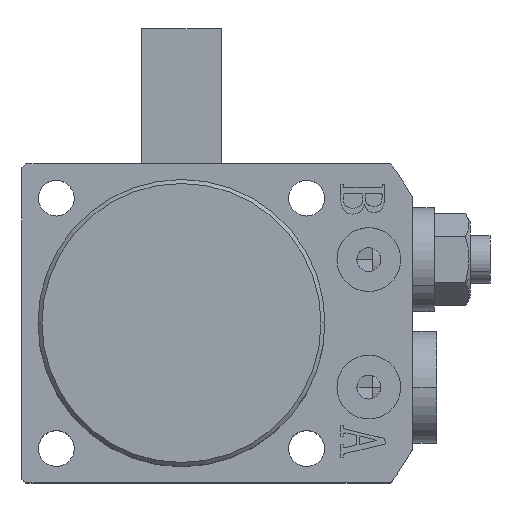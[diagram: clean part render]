
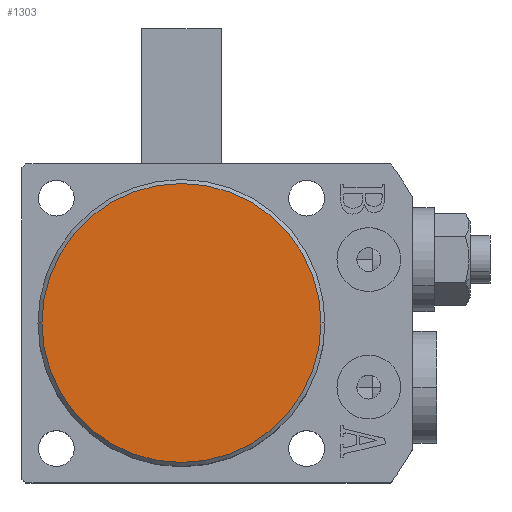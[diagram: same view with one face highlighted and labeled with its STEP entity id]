
A CAD part, top view. The second image highlights one B-rep face of the part: STEP entity #1303.
In plain terms, the highlighted planar face has unit normal (0, 0, 1).
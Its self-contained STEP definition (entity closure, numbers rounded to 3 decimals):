
#312 = VERTEX_POINT ( 'NONE', #1897 ) ;
#315 = VERTEX_POINT ( 'NONE', #1900 ) ;
#575 = EDGE_LOOP ( 'NONE', ( #9967, #9968 ) ) ;
#660 = EDGE_CURVE ( 'NONE', #315, #312, #8560, .T. ) ;
#795 = EDGE_CURVE ( 'NONE', #312, #315, #8757, .T. ) ;
#1303 = ADVANCED_FACE ( 'NONE', ( #3817 ), #7830, .T. ) ;
#1897 = CARTESIAN_POINT ( 'NONE',  ( -17.5, 0., 48. ) ) ;
#1900 = CARTESIAN_POINT ( 'NONE',  ( 17.5, 0., 48. ) ) ;
#2321 = CARTESIAN_POINT ( 'NONE',  ( 0., 0., 48. ) ) ;
#2322 = DIRECTION ( 'NONE',  ( 0., 0., 1. ) ) ;
#2323 = DIRECTION ( 'NONE',  ( 1., 0., 0. ) ) ;
#2982 = AXIS2_PLACEMENT_3D ( 'NONE', #2321, #2322, #2323 ) ;
#3042 = AXIS2_PLACEMENT_3D ( 'NONE', #8165, #8166, #8167 ) ;
#3434 = AXIS2_PLACEMENT_3D ( 'NONE', #7828, #7833, #7834 ) ;
#3817 = FACE_OUTER_BOUND ( 'NONE', #575, .T. ) ;
#7828 = CARTESIAN_POINT ( 'NONE',  ( 0., 0., 48. ) ) ;
#7830 = PLANE ( 'NONE',  #3434 ) ;
#7833 = DIRECTION ( 'NONE',  ( 0., 0., 1. ) ) ;
#7834 = DIRECTION ( 'NONE',  ( 1., 0., 0. ) ) ;
#8165 = CARTESIAN_POINT ( 'NONE',  ( 0., 0., 48. ) ) ;
#8166 = DIRECTION ( 'NONE',  ( 0., 0., 1. ) ) ;
#8167 = DIRECTION ( 'NONE',  ( 1., 0., 0. ) ) ;
#8560 = CIRCLE ( 'NONE', #2982, 17.5 ) ;
#8757 = CIRCLE ( 'NONE', #3042, 17.5 ) ;
#9967 = ORIENTED_EDGE ( 'NONE', *, *, #795, .T. ) ;
#9968 = ORIENTED_EDGE ( 'NONE', *, *, #660, .T. ) ;
